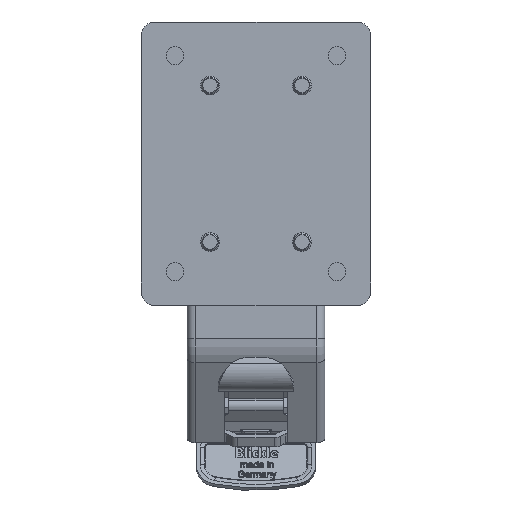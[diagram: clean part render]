
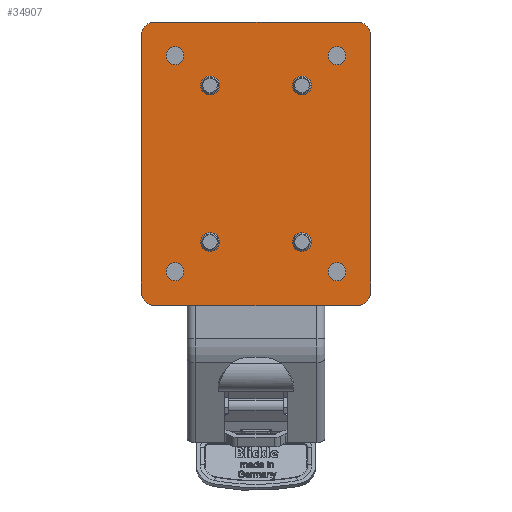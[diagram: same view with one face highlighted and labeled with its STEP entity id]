
A CAD part, top view. The second image highlights one B-rep face of the part: STEP entity #34907.
In plain terms, the highlighted face is planar.
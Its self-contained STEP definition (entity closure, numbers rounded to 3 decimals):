
#1637=CIRCLE('',#37678,3.324);
#1639=CIRCLE('',#37681,3.324);
#1641=CIRCLE('',#37684,3.324);
#1643=CIRCLE('',#37687,3.324);
#1646=CIRCLE('',#37691,3.5);
#1648=CIRCLE('',#37694,3.5);
#1650=CIRCLE('',#37697,3.5);
#1652=CIRCLE('',#37700,3.5);
#1653=CIRCLE('',#37703,5.);
#1654=CIRCLE('',#37704,5.);
#1655=CIRCLE('',#37705,5.);
#1656=CIRCLE('',#37706,5.);
#2492=PLANE('',#37702);
#14156=ORIENTED_EDGE('',*,*,#19412,.F.);
#14157=ORIENTED_EDGE('',*,*,#19410,.F.);
#14158=ORIENTED_EDGE('',*,*,#19408,.F.);
#14159=ORIENTED_EDGE('',*,*,#19406,.F.);
#14160=ORIENTED_EDGE('',*,*,#19403,.F.);
#14161=ORIENTED_EDGE('',*,*,#19401,.F.);
#14162=ORIENTED_EDGE('',*,*,#19399,.F.);
#14163=ORIENTED_EDGE('',*,*,#19397,.F.);
#14164=ORIENTED_EDGE('',*,*,#19395,.T.);
#14165=ORIENTED_EDGE('',*,*,#19417,.T.);
#14166=ORIENTED_EDGE('',*,*,#19413,.T.);
#14167=ORIENTED_EDGE('',*,*,#19418,.T.);
#14168=ORIENTED_EDGE('',*,*,#19387,.T.);
#14169=ORIENTED_EDGE('',*,*,#19419,.T.);
#14170=ORIENTED_EDGE('',*,*,#19391,.T.);
#14171=ORIENTED_EDGE('',*,*,#19420,.T.);
#19387=EDGE_CURVE('',#22859,#22858,#25514,.T.);
#19391=EDGE_CURVE('',#22863,#22862,#25518,.T.);
#19395=EDGE_CURVE('',#22867,#22866,#25522,.T.);
#19397=EDGE_CURVE('',#22868,#22868,#1637,.T.);
#19399=EDGE_CURVE('',#22870,#22870,#1639,.T.);
#19401=EDGE_CURVE('',#22872,#22872,#1641,.T.);
#19403=EDGE_CURVE('',#22874,#22874,#1643,.T.);
#19406=EDGE_CURVE('',#22877,#22877,#1646,.T.);
#19408=EDGE_CURVE('',#22879,#22879,#1648,.T.);
#19410=EDGE_CURVE('',#22881,#22881,#1650,.T.);
#19412=EDGE_CURVE('',#22883,#22883,#1652,.T.);
#19413=EDGE_CURVE('',#22884,#22885,#25524,.T.);
#19417=EDGE_CURVE('',#22866,#22884,#1653,.T.);
#19418=EDGE_CURVE('',#22885,#22859,#1654,.T.);
#19419=EDGE_CURVE('',#22858,#22863,#1655,.T.);
#19420=EDGE_CURVE('',#22862,#22867,#1656,.T.);
#22858=VERTEX_POINT('',#81188);
#22859=VERTEX_POINT('',#81190);
#22862=VERTEX_POINT('',#81197);
#22863=VERTEX_POINT('',#81199);
#22866=VERTEX_POINT('',#81206);
#22867=VERTEX_POINT('',#81208);
#22868=VERTEX_POINT('',#81212);
#22870=VERTEX_POINT('',#81217);
#22872=VERTEX_POINT('',#81222);
#22874=VERTEX_POINT('',#81227);
#22877=VERTEX_POINT('',#81234);
#22879=VERTEX_POINT('',#81239);
#22881=VERTEX_POINT('',#81244);
#22883=VERTEX_POINT('',#81249);
#22884=VERTEX_POINT('',#81252);
#22885=VERTEX_POINT('',#81253);
#25514=LINE('',#81189,#28150);
#25518=LINE('',#81198,#28154);
#25522=LINE('',#81207,#28158);
#25524=LINE('',#81251,#28160);
#28150=VECTOR('',#45061,1000.);
#28154=VECTOR('',#45067,1000.);
#28158=VECTOR('',#45073,1000.);
#28160=VECTOR('',#45125,1000.);
#30270=EDGE_LOOP('',(#14156));
#30271=EDGE_LOOP('',(#14157));
#30272=EDGE_LOOP('',(#14158));
#30273=EDGE_LOOP('',(#14159));
#30274=EDGE_LOOP('',(#14160));
#30275=EDGE_LOOP('',(#14161));
#30276=EDGE_LOOP('',(#14162));
#30277=EDGE_LOOP('',(#14163));
#30278=EDGE_LOOP('',(#14164,#14165,#14166,#14167,#14168,#14169,#14170,#14171));
#32410=FACE_BOUND('',#30270,.T.);
#32411=FACE_BOUND('',#30271,.T.);
#32412=FACE_BOUND('',#30272,.T.);
#32413=FACE_BOUND('',#30273,.T.);
#32414=FACE_BOUND('',#30274,.T.);
#32415=FACE_BOUND('',#30275,.T.);
#32416=FACE_BOUND('',#30276,.T.);
#32417=FACE_BOUND('',#30277,.T.);
#32418=FACE_BOUND('',#30278,.T.);
#34907=ADVANCED_FACE('',(#32410,#32411,#32412,#32413,#32414,#32415,#32416,
#32417,#32418),#2492,.T.);
#37678=AXIS2_PLACEMENT_3D('',#81211,#45077,#45078);
#37681=AXIS2_PLACEMENT_3D('',#81216,#45083,#45084);
#37684=AXIS2_PLACEMENT_3D('',#81221,#45089,#45090);
#37687=AXIS2_PLACEMENT_3D('',#81226,#45095,#45096);
#37691=AXIS2_PLACEMENT_3D('',#81233,#45103,#45104);
#37694=AXIS2_PLACEMENT_3D('',#81238,#45109,#45110);
#37697=AXIS2_PLACEMENT_3D('',#81243,#45115,#45116);
#37700=AXIS2_PLACEMENT_3D('',#81248,#45121,#45122);
#37702=AXIS2_PLACEMENT_3D('',#81259,#45129,#45130);
#37703=AXIS2_PLACEMENT_3D('',#81260,#45131,#45132);
#37704=AXIS2_PLACEMENT_3D('',#81261,#45133,#45134);
#37705=AXIS2_PLACEMENT_3D('',#81262,#45135,#45136);
#37706=AXIS2_PLACEMENT_3D('',#81263,#45137,#45138);
#45061=DIRECTION('',(0.,1.,0.));
#45067=DIRECTION('',(1.,0.,0.));
#45073=DIRECTION('',(0.,-1.,0.));
#45077=DIRECTION('',(0.,0.,-1.));
#45078=DIRECTION('',(1.,0.,0.));
#45083=DIRECTION('',(0.,0.,-1.));
#45084=DIRECTION('',(1.,0.,0.));
#45089=DIRECTION('',(0.,0.,-1.));
#45090=DIRECTION('',(1.,0.,0.));
#45095=DIRECTION('',(0.,0.,-1.));
#45096=DIRECTION('',(1.,0.,0.));
#45103=DIRECTION('',(0.,0.,-1.));
#45104=DIRECTION('',(1.,0.,0.));
#45109=DIRECTION('',(0.,0.,-1.));
#45110=DIRECTION('',(1.,0.,0.));
#45115=DIRECTION('',(0.,0.,-1.));
#45116=DIRECTION('',(1.,0.,0.));
#45121=DIRECTION('',(0.,0.,-1.));
#45122=DIRECTION('',(1.,0.,0.));
#45125=DIRECTION('',(-1.,0.,0.));
#45129=DIRECTION('',(0.,0.,-1.));
#45130=DIRECTION('',(-1.,0.,0.));
#45131=DIRECTION('',(0.,0.,-1.));
#45132=DIRECTION('',(-1.,0.,0.));
#45133=DIRECTION('',(0.,0.,-1.));
#45134=DIRECTION('',(-1.,0.,0.));
#45135=DIRECTION('',(0.,0.,-1.));
#45136=DIRECTION('',(-1.,0.,0.));
#45137=DIRECTION('',(0.,0.,-1.));
#45138=DIRECTION('',(-1.,0.,0.));
#81188=CARTESIAN_POINT('',(-52.5,37.5,-10.));
#81189=CARTESIAN_POINT('',(-52.5,-42.5,-10.));
#81190=CARTESIAN_POINT('',(-52.5,-37.5,-10.));
#81197=CARTESIAN_POINT('',(47.5,42.5,-10.));
#81198=CARTESIAN_POINT('',(-52.5,42.5,-10.));
#81199=CARTESIAN_POINT('',(-47.5,42.5,-10.));
#81206=CARTESIAN_POINT('',(52.5,-37.5,-10.));
#81207=CARTESIAN_POINT('',(52.5,42.5,-10.));
#81208=CARTESIAN_POINT('',(52.5,37.5,-10.));
#81211=CARTESIAN_POINT('',(-40.,-30.,-10.));
#81212=CARTESIAN_POINT('',(-36.677,-30.,-10.));
#81216=CARTESIAN_POINT('',(40.,-30.,-10.));
#81217=CARTESIAN_POINT('',(43.324,-30.,-10.));
#81221=CARTESIAN_POINT('',(40.,30.,-10.));
#81222=CARTESIAN_POINT('',(43.324,30.,-10.));
#81226=CARTESIAN_POINT('',(-40.,30.,-10.));
#81227=CARTESIAN_POINT('',(-36.677,30.,-10.));
#81233=CARTESIAN_POINT('',(-29.,17.,-10.));
#81234=CARTESIAN_POINT('',(-25.5,17.,-10.));
#81238=CARTESIAN_POINT('',(29.,17.,-10.));
#81239=CARTESIAN_POINT('',(32.5,17.,-10.));
#81243=CARTESIAN_POINT('',(29.,-17.,-10.));
#81244=CARTESIAN_POINT('',(32.5,-17.,-10.));
#81248=CARTESIAN_POINT('',(-29.,-17.,-10.));
#81249=CARTESIAN_POINT('',(-25.5,-17.,-10.));
#81251=CARTESIAN_POINT('',(52.5,-42.5,-10.));
#81252=CARTESIAN_POINT('',(47.5,-42.5,-10.));
#81253=CARTESIAN_POINT('',(-47.5,-42.5,-10.));
#81259=CARTESIAN_POINT('',(-52.5,42.5,-10.));
#81260=CARTESIAN_POINT('',(47.5,-37.5,-10.));
#81261=CARTESIAN_POINT('',(-47.5,-37.5,-10.));
#81262=CARTESIAN_POINT('',(-47.5,37.5,-10.));
#81263=CARTESIAN_POINT('',(47.5,37.5,-10.));
